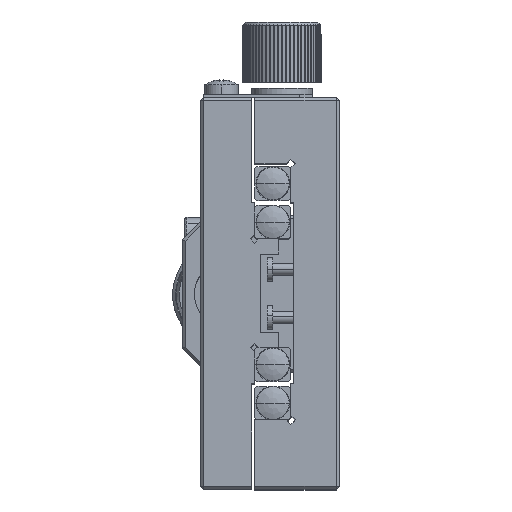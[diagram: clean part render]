
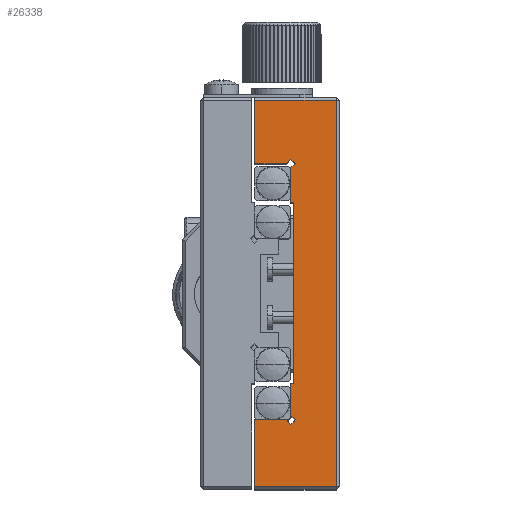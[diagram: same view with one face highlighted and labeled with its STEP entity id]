
A CAD part, top view. The second image highlights one B-rep face of the part: STEP entity #26338.
In plain terms, the highlighted planar face has unit normal (0, 0, 1).
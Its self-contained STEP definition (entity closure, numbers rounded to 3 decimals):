
#188 = ORIENTED_EDGE ( 'NONE', *, *, #14517, .F. ) ;
#499 = CARTESIAN_POINT ( 'NONE',  ( -5.894, -24.141, 32.5 ) ) ;
#838 = LINE ( 'NONE', #9606, #1594 ) ;
#1028 = CARTESIAN_POINT ( 'NONE',  ( -5.187, -24.848, 32.5 ) ) ;
#1146 = VERTEX_POINT ( 'NONE', #11962 ) ;
#1507 = EDGE_CURVE ( 'NONE', #2188, #15063, #5397, .T. ) ;
#1594 = VECTOR ( 'NONE', #28830, 1000. ) ;
#1726 = LINE ( 'NONE', #25367, #28358 ) ;
#1790 = CARTESIAN_POINT ( 'NONE',  ( -5.187, 11.859, 32.5 ) ) ;
#2068 = VECTOR ( 'NONE', #6332, 1000. ) ;
#2188 = VERTEX_POINT ( 'NONE', #2879 ) ;
#2879 = CARTESIAN_POINT ( 'NONE',  ( -4.48, -24.141, 32.5 ) ) ;
#2930 = DIRECTION ( 'NONE',  ( 1., 0., 0. ) ) ;
#3064 = VECTOR ( 'NONE', #29732, 1000. ) ;
#3136 = CARTESIAN_POINT ( 'NONE',  ( 2.313, 28.859, 32.5 ) ) ;
#3142 = CARTESIAN_POINT ( 'NONE',  ( -5.187, 11.859, 32.5 ) ) ;
#3734 = CARTESIAN_POINT ( 'NONE',  ( -4.48, 18.359, 32.5 ) ) ;
#3785 = ORIENTED_EDGE ( 'NONE', *, *, #19305, .F. ) ;
#3805 = EDGE_CURVE ( 'NONE', #14533, #6519, #30124, .T. ) ;
#4249 = VERTEX_POINT ( 'NONE', #31015 ) ;
#4448 = EDGE_CURVE ( 'NONE', #15063, #23101, #15815, .T. ) ;
#4501 = DIRECTION ( 'NONE',  ( -1., 0., 0. ) ) ;
#4714 = LINE ( 'NONE', #7248, #28749 ) ;
#4904 = CARTESIAN_POINT ( 'NONE',  ( -4.687, 11.859, 32.5 ) ) ;
#5075 = CARTESIAN_POINT ( 'NONE',  ( -4.687, 11.859, 32.5 ) ) ;
#5127 = CARTESIAN_POINT ( 'NONE',  ( -4.48, -24.141, 32.5 ) ) ;
#5397 = LINE ( 'NONE', #25931, #26043 ) ;
#6281 = ORIENTED_EDGE ( 'NONE', *, *, #9367, .F. ) ;
#6332 = DIRECTION ( 'NONE',  ( 0., 1., 0. ) ) ;
#6519 = VERTEX_POINT ( 'NONE', #30276 ) ;
#6614 = ORIENTED_EDGE ( 'NONE', *, *, #15591, .F. ) ;
#7139 = VERTEX_POINT ( 'NONE', #9241 ) ;
#7202 = ORIENTED_EDGE ( 'NONE', *, *, #8627, .F. ) ;
#7248 = CARTESIAN_POINT ( 'NONE',  ( -4.48, 18.359, 32.5 ) ) ;
#7276 = VECTOR ( 'NONE', #20233, 1000. ) ;
#7297 = LINE ( 'NONE', #19267, #13273 ) ;
#7322 = LINE ( 'NONE', #7397, #12147 ) ;
#7393 = DIRECTION ( 'NONE',  ( 1., 0., 0. ) ) ;
#7397 = CARTESIAN_POINT ( 'NONE',  ( -11.187, 18.359, 32.5 ) ) ;
#7490 = EDGE_CURVE ( 'NONE', #23041, #13401, #1726, .T. ) ;
#8326 = CARTESIAN_POINT ( 'NONE',  ( -5.187, -18.141, 32.5 ) ) ;
#8627 = EDGE_CURVE ( 'NONE', #4249, #23025, #7322, .T. ) ;
#8889 = ORIENTED_EDGE ( 'NONE', *, *, #1507, .F. ) ;
#8940 = LINE ( 'NONE', #28053, #21724 ) ;
#8973 = CARTESIAN_POINT ( 'NONE',  ( -5.187, 19.066, 32.5 ) ) ;
#9024 = VERTEX_POINT ( 'NONE', #11530 ) ;
#9143 = EDGE_CURVE ( 'NONE', #11411, #28993, #4714, .T. ) ;
#9241 = CARTESIAN_POINT ( 'NONE',  ( -5.187, -24.848, 32.5 ) ) ;
#9367 = EDGE_CURVE ( 'NONE', #28993, #1146, #25352, .T. ) ;
#9595 = EDGE_CURVE ( 'NONE', #13338, #10624, #22341, .T. ) ;
#9606 = CARTESIAN_POINT ( 'NONE',  ( -11.187, 28.859, 32.5 ) ) ;
#9650 = VECTOR ( 'NONE', #20554, 1000. ) ;
#9840 = EDGE_CURVE ( 'NONE', #22897, #14533, #17433, .T. ) ;
#10173 = VECTOR ( 'NONE', #2930, 1000. ) ;
#10404 = FACE_OUTER_BOUND ( 'NONE', #15645, .T. ) ;
#10624 = VERTEX_POINT ( 'NONE', #4904 ) ;
#11411 = VERTEX_POINT ( 'NONE', #29953 ) ;
#11501 = CARTESIAN_POINT ( 'NONE',  ( -11.187, -24.141, 32.5 ) ) ;
#11530 = CARTESIAN_POINT ( 'NONE',  ( -11.187, 28.859, 32.5 ) ) ;
#11563 = DIRECTION ( 'NONE',  ( -0.707, 0.707, 0. ) ) ;
#11641 = DIRECTION ( 'NONE',  ( -0.707, 0.707, 0. ) ) ;
#11742 = DIRECTION ( 'NONE',  ( 0.707, 0.707, 0. ) ) ;
#11793 = CARTESIAN_POINT ( 'NONE',  ( 2.313, -35.141, 32.5 ) ) ;
#11932 = ORIENTED_EDGE ( 'NONE', *, *, #3805, .F. ) ;
#11962 = CARTESIAN_POINT ( 'NONE',  ( -5.187, 19.066, 32.5 ) ) ;
#12147 = VECTOR ( 'NONE', #29325, 1000. ) ;
#13087 = LINE ( 'NONE', #5127, #31037 ) ;
#13273 = VECTOR ( 'NONE', #14308, 1000. ) ;
#13338 = VERTEX_POINT ( 'NONE', #25032 ) ;
#13401 = VERTEX_POINT ( 'NONE', #3136 ) ;
#13438 = CARTESIAN_POINT ( 'NONE',  ( -11.187, -24.141, 32.5 ) ) ;
#13631 = LINE ( 'NONE', #1028, #7276 ) ;
#13890 = DIRECTION ( 'NONE',  ( 1., 0., 0. ) ) ;
#13994 = CARTESIAN_POINT ( 'NONE',  ( 2.813, 29.359, 32.5 ) ) ;
#14308 = DIRECTION ( 'NONE',  ( -0.707, -0.707, 0. ) ) ;
#14517 = EDGE_CURVE ( 'NONE', #10624, #26581, #18287, .T. ) ;
#14533 = VERTEX_POINT ( 'NONE', #11501 ) ;
#15063 = VERTEX_POINT ( 'NONE', #28612 ) ;
#15090 = VECTOR ( 'NONE', #7393, 1000. ) ;
#15094 = DIRECTION ( 'NONE',  ( 0., 1., 0. ) ) ;
#15202 = VECTOR ( 'NONE', #29319, 1000. ) ;
#15423 = ORIENTED_EDGE ( 'NONE', *, *, #23997, .T. ) ;
#15591 = EDGE_CURVE ( 'NONE', #7139, #2188, #13087, .T. ) ;
#15645 = EDGE_LOOP ( 'NONE', ( #30690, #15423, #29706, #22428, #23089, #7202, #22336, #6281, #16606, #22019, #188, #30702, #3785, #28707, #8889, #6614, #30468, #11932 ) ) ;
#15697 = CARTESIAN_POINT ( 'NONE',  ( -11.187, -35.141, 32.5 ) ) ;
#15815 = LINE ( 'NONE', #8326, #3064 ) ;
#16437 = CARTESIAN_POINT ( 'NONE',  ( -5.187, -18.141, 32.5 ) ) ;
#16606 = ORIENTED_EDGE ( 'NONE', *, *, #9143, .F. ) ;
#16640 = CARTESIAN_POINT ( 'NONE',  ( -11.187, 18.359, 32.5 ) ) ;
#16734 = VECTOR ( 'NONE', #11563, 1000. ) ;
#16803 = DIRECTION ( 'NONE',  ( 0.707, 0.707, 0. ) ) ;
#17008 = EDGE_CURVE ( 'NONE', #13401, #9024, #838, .T. ) ;
#17433 = LINE ( 'NONE', #13438, #2068 ) ;
#18287 = LINE ( 'NONE', #1790, #28431 ) ;
#19267 = CARTESIAN_POINT ( 'NONE',  ( -5.187, 19.066, 32.5 ) ) ;
#19305 = EDGE_CURVE ( 'NONE', #23101, #13338, #8940, .T. ) ;
#20233 = DIRECTION ( 'NONE',  ( 0.707, -0.707, 0. ) ) ;
#20554 = DIRECTION ( 'NONE',  ( 0., 1., 0. ) ) ;
#20733 = LINE ( 'NONE', #28492, #15090 ) ;
#20767 = DIRECTION ( 'NONE',  ( 0., 1., 0. ) ) ;
#20963 = DIRECTION ( 'NONE',  ( 0., 0., 1. ) ) ;
#21363 = DIRECTION ( 'NONE',  ( 1., 0., 0. ) ) ;
#21724 = VECTOR ( 'NONE', #21363, 1000. ) ;
#21891 = EDGE_CURVE ( 'NONE', #6519, #7139, #13631, .T. ) ;
#21948 = CARTESIAN_POINT ( 'NONE',  ( -11.187, 29.359, 32.5 ) ) ;
#22019 = ORIENTED_EDGE ( 'NONE', *, *, #26728, .F. ) ;
#22336 = ORIENTED_EDGE ( 'NONE', *, *, #23113, .F. ) ;
#22341 = LINE ( 'NONE', #5075, #15202 ) ;
#22428 = ORIENTED_EDGE ( 'NONE', *, *, #17008, .T. ) ;
#22897 = VERTEX_POINT ( 'NONE', #15697 ) ;
#22947 = CARTESIAN_POINT ( 'NONE',  ( -5.187, 17.652, 32.5 ) ) ;
#23025 = VERTEX_POINT ( 'NONE', #16640 ) ;
#23041 = VERTEX_POINT ( 'NONE', #11793 ) ;
#23089 = ORIENTED_EDGE ( 'NONE', *, *, #30808, .F. ) ;
#23101 = VERTEX_POINT ( 'NONE', #16437 ) ;
#23113 = EDGE_CURVE ( 'NONE', #1146, #4249, #7297, .T. ) ;
#23997 = EDGE_CURVE ( 'NONE', #22897, #23041, #20733, .T. ) ;
#25032 = CARTESIAN_POINT ( 'NONE',  ( -4.687, -18.141, 32.5 ) ) ;
#25352 = LINE ( 'NONE', #8973, #16734 ) ;
#25367 = CARTESIAN_POINT ( 'NONE',  ( 2.313, 29.359, 32.5 ) ) ;
#25802 = LINE ( 'NONE', #22947, #9650 ) ;
#25931 = CARTESIAN_POINT ( 'NONE',  ( -5.187, -23.434, 32.5 ) ) ;
#25965 = PLANE ( 'NONE',  #27681 ) ;
#26043 = VECTOR ( 'NONE', #11641, 1000. ) ;
#26338 = ADVANCED_FACE ( 'NONE', ( #10404 ), #25965, .T. ) ;
#26581 = VERTEX_POINT ( 'NONE', #3142 ) ;
#26728 = EDGE_CURVE ( 'NONE', #26581, #11411, #25802, .T. ) ;
#27681 = AXIS2_PLACEMENT_3D ( 'NONE', #13994, #20963, #13890 ) ;
#27975 = LINE ( 'NONE', #21948, #30631 ) ;
#28053 = CARTESIAN_POINT ( 'NONE',  ( -5.187, -18.141, 32.5 ) ) ;
#28358 = VECTOR ( 'NONE', #20767, 1000. ) ;
#28431 = VECTOR ( 'NONE', #4501, 1000. ) ;
#28492 = CARTESIAN_POINT ( 'NONE',  ( 2.813, -35.141, 32.5 ) ) ;
#28612 = CARTESIAN_POINT ( 'NONE',  ( -5.187, -23.434, 32.5 ) ) ;
#28707 = ORIENTED_EDGE ( 'NONE', *, *, #4448, .F. ) ;
#28749 = VECTOR ( 'NONE', #11742, 1000. ) ;
#28830 = DIRECTION ( 'NONE',  ( -1., 0., 0. ) ) ;
#28993 = VERTEX_POINT ( 'NONE', #3734 ) ;
#29319 = DIRECTION ( 'NONE',  ( 0., 1., 0. ) ) ;
#29325 = DIRECTION ( 'NONE',  ( -1., 0., 0. ) ) ;
#29706 = ORIENTED_EDGE ( 'NONE', *, *, #7490, .T. ) ;
#29732 = DIRECTION ( 'NONE',  ( 0., 1., 0. ) ) ;
#29953 = CARTESIAN_POINT ( 'NONE',  ( -5.187, 17.652, 32.5 ) ) ;
#30124 = LINE ( 'NONE', #499, #10173 ) ;
#30276 = CARTESIAN_POINT ( 'NONE',  ( -5.894, -24.141, 32.5 ) ) ;
#30468 = ORIENTED_EDGE ( 'NONE', *, *, #21891, .F. ) ;
#30631 = VECTOR ( 'NONE', #15094, 1000. ) ;
#30690 = ORIENTED_EDGE ( 'NONE', *, *, #9840, .F. ) ;
#30702 = ORIENTED_EDGE ( 'NONE', *, *, #9595, .F. ) ;
#30808 = EDGE_CURVE ( 'NONE', #23025, #9024, #27975, .T. ) ;
#31015 = CARTESIAN_POINT ( 'NONE',  ( -5.894, 18.359, 32.5 ) ) ;
#31037 = VECTOR ( 'NONE', #16803, 1000. ) ;
